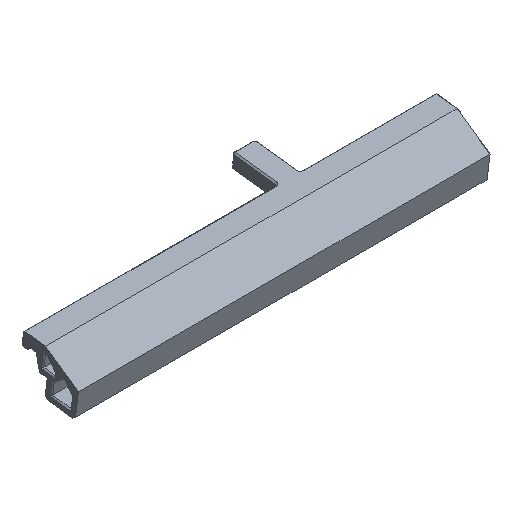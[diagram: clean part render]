
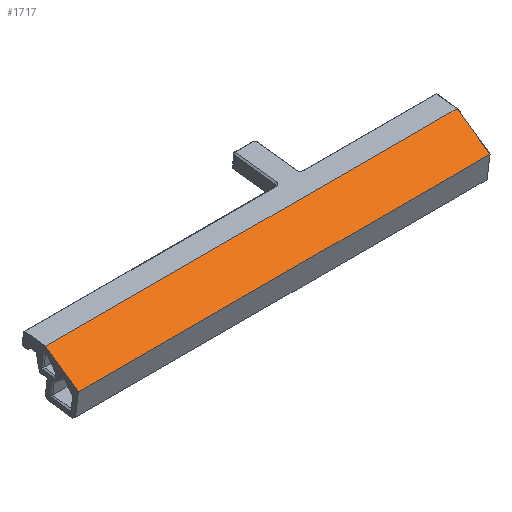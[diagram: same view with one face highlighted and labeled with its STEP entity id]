
A CAD part, isometric view. The second image highlights one B-rep face of the part: STEP entity #1717.
In plain terms, the highlighted planar face has unit normal (0, -0.575, 0.818).
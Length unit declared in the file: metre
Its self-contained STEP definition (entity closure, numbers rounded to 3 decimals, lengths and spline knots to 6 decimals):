
#275=ORIENTED_EDGE('',*,*,#665,.F.);
#276=ORIENTED_EDGE('',*,*,#666,.T.);
#277=ORIENTED_EDGE('',*,*,#586,.T.);
#278=ORIENTED_EDGE('',*,*,#593,.F.);
#279=ORIENTED_EDGE('',*,*,#664,.T.);
#280=ORIENTED_EDGE('',*,*,#667,.T.);
#586=EDGE_CURVE('',#817,#818,#971,.T.);
#593=EDGE_CURVE('',#823,#818,#976,.T.);
#664=EDGE_CURVE('',#823,#866,#1042,.T.);
#665=EDGE_CURVE('',#867,#868,#1043,.T.);
#666=EDGE_CURVE('',#867,#817,#1044,.T.);
#667=EDGE_CURVE('',#866,#868,#1045,.T.);
#817=VERTEX_POINT('',#2478);
#818=VERTEX_POINT('',#2479);
#823=VERTEX_POINT('',#2490);
#866=VERTEX_POINT('',#2635);
#867=VERTEX_POINT('',#2639);
#868=VERTEX_POINT('',#2640);
#971=LINE('',#2477,#1192);
#976=LINE('',#2491,#1197);
#1042=LINE('',#2636,#1263);
#1043=LINE('',#2638,#1264);
#1044=LINE('',#2641,#1265);
#1045=LINE('',#2642,#1266);
#1192=VECTOR('',#2000,1.);
#1197=VECTOR('',#2009,1.);
#1263=VECTOR('',#2147,1.);
#1264=VECTOR('',#2150,1.);
#1265=VECTOR('',#2151,1.);
#1266=VECTOR('',#2152,1.);
#1423=EDGE_LOOP('',(#275,#276,#277,#278,#279,#280));
#1528=FACE_BOUND('',#1423,.T.);
#1620=PLANE('',#1848);
#1717=ADVANCED_FACE('',(#1528),#1620,.F.);
#1848=AXIS2_PLACEMENT_3D('',#2637,#2148,#2149);
#2000=DIRECTION('',(-1.,0.,0.));
#2009=DIRECTION('',(1.,0.,0.));
#2147=DIRECTION('',(0.,-0.818,-0.575));
#2148=DIRECTION('',(0.,0.575,-0.818));
#2149=DIRECTION('',(0.,0.818,0.575));
#2150=DIRECTION('',(-1.,0.,0.));
#2151=DIRECTION('',(0.,0.818,0.575));
#2152=DIRECTION('',(1.,0.,0.));
#2477=CARTESIAN_POINT('',(0.17455,-0.060598,0.020686));
#2478=CARTESIAN_POINT('',(0.17405,-0.060598,0.020686));
#2479=CARTESIAN_POINT('',(0.1581,-0.060598,0.020686));
#2490=CARTESIAN_POINT('',(0.,-0.060598,0.020686));
#2491=CARTESIAN_POINT('',(-0.1674,-0.060598,0.020686));
#2635=CARTESIAN_POINT('',(0.,-0.074511,0.010918));
#2636=CARTESIAN_POINT('',(0.,-0.029736,0.042354));
#2637=CARTESIAN_POINT('',(0.,-0.029736,0.042354));
#2638=CARTESIAN_POINT('',(0.17455,-0.074511,0.010918));
#2639=CARTESIAN_POINT('',(0.17405,-0.074511,0.010918));
#2640=CARTESIAN_POINT('',(0.1581,-0.074511,0.010918));
#2641=CARTESIAN_POINT('',(0.17405,-0.029736,0.042354));
#2642=CARTESIAN_POINT('',(-0.1694,-0.074511,0.010918));
